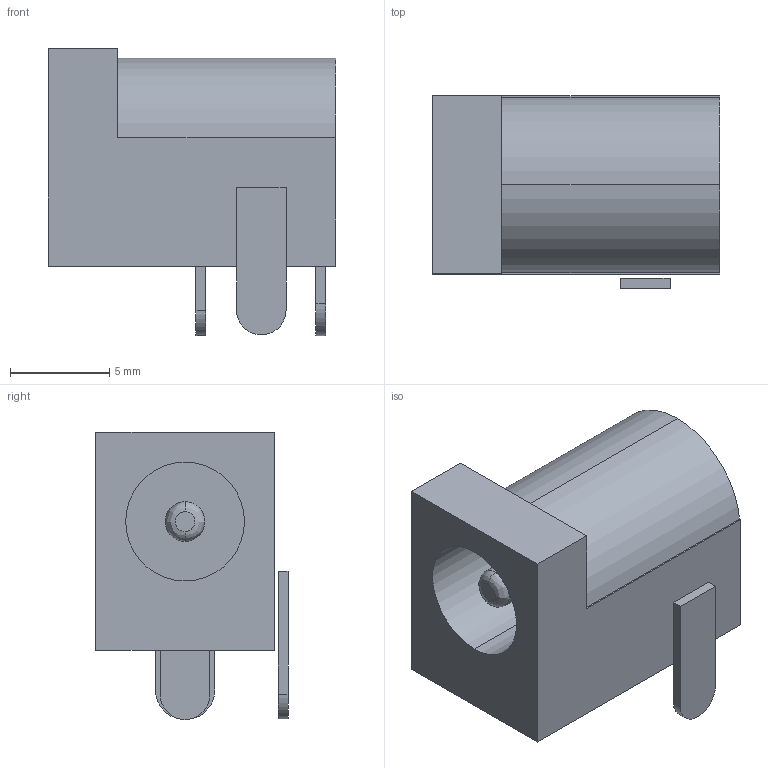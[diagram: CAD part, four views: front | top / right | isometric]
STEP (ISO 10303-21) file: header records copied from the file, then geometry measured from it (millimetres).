
FILE_DESCRIPTION (( 'STEP AP214' ), '1' );
FILE_NAME ('User Library-MJ-180PH.STEP', '2019-10-25T09:13:20', ( '' ), ( '' ), 'SwSTEP 2.0', 'SolidWorks 2019', '' );
FILE_SCHEMA (( 'AUTOMOTIVE_DESIGN' ));
Length unit declared in the file: millimetre
Products named in the file (6): User Library-MJ-180PH; Pad004; Pad002; Fillet; Pad003; Cut
Assembly tree (5 placements, depth 2):
  User Library-MJ-180PH
    Fillet
    Cut
    Pad004
    Pad003
    Pad002
Bounding box: 14.5 x 9.7 x 14.5 mm (x, y, z)
Volume: 1059.4 mm3; surface area: 1101.3 mm2
Topology: 5 solids, 5 shells, 40 faces, 85 edges, 56 vertices
Faces by surface type: plane 27, cylinder 11, bspline 2
Entity records: 1781 total; most frequent: CARTESIAN_POINT 225, DIRECTION 199, ORIENTED_EDGE 170, EDGE_CURVE 85, AXIS2_PLACEMENT_3D 70, LINE 59, VECTOR 59, VERTEX_POINT 56
